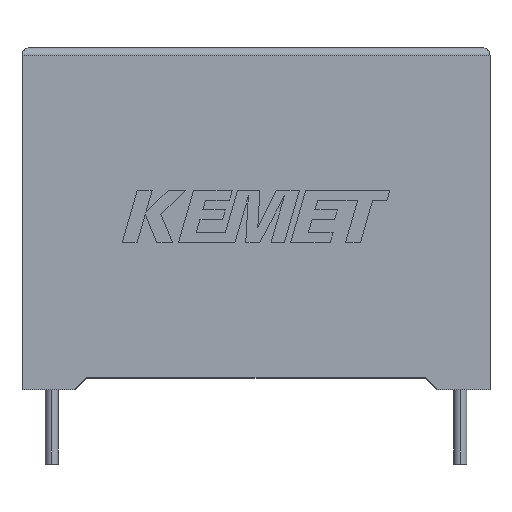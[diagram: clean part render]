
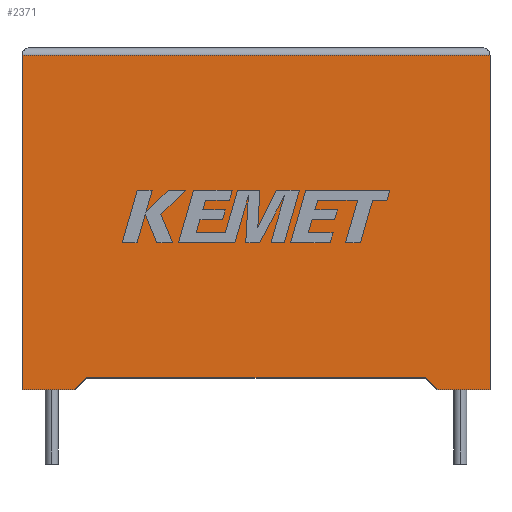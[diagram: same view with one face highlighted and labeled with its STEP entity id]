
A CAD part, top view. The second image highlights one B-rep face of the part: STEP entity #2371.
In plain terms, the highlighted planar face has unit normal (0, 0, 1).
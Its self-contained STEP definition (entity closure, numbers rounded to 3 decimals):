
#18 = LINE ( 'NONE', #1190, #1812 ) ;
#65 = CARTESIAN_POINT ( 'NONE',  ( 0., 22.5, 13.5 ) ) ;
#93 = CARTESIAN_POINT ( 'NONE',  ( 0., 0., 13.5 ) ) ;
#118 = EDGE_CURVE ( 'NONE', #765, #140, #632, .T. ) ;
#137 = LINE ( 'NONE', #1366, #306 ) ;
#140 = VERTEX_POINT ( 'NONE', #2967 ) ;
#197 = CARTESIAN_POINT ( 'NONE',  ( 31.5, 22.5, 13.5 ) ) ;
#206 = VECTOR ( 'NONE', #2618, 1000. ) ;
#271 = CARTESIAN_POINT ( 'NONE',  ( 0., 0., 13.5 ) ) ;
#296 = EDGE_CURVE ( 'NONE', #140, #2005, #998, .T. ) ;
#306 = VECTOR ( 'NONE', #2452, 1000. ) ;
#316 = LINE ( 'NONE', #2164, #723 ) ;
#375 = VECTOR ( 'NONE', #2013, 1000. ) ;
#525 = LINE ( 'NONE', #2905, #1362 ) ;
#589 = LINE ( 'NONE', #825, #375 ) ;
#594 = ORIENTED_EDGE ( 'NONE', *, *, #1628, .T. ) ;
#632 = LINE ( 'NONE', #1797, #699 ) ;
#648 = VERTEX_POINT ( 'NONE', #65 ) ;
#671 = AXIS2_PLACEMENT_3D ( 'NONE', #2609, #2786, #2361 ) ;
#699 = VECTOR ( 'NONE', #1595, 1000. ) ;
#723 = VECTOR ( 'NONE', #2910, 1000. ) ;
#765 = VERTEX_POINT ( 'NONE', #1986 ) ;
#825 = CARTESIAN_POINT ( 'NONE',  ( 3.5, 0., 13.5 ) ) ;
#871 = EDGE_CURVE ( 'NONE', #765, #1128, #137, .T. ) ;
#998 = LINE ( 'NONE', #271, #206 ) ;
#1005 = EDGE_LOOP ( 'NONE', ( #2971, #594, #1371, #1870, #2637, #2097, #1861, #1537 ) ) ;
#1044 = FACE_OUTER_BOUND ( 'NONE', #1005, .T. ) ;
#1048 = VERTEX_POINT ( 'NONE', #93 ) ;
#1128 = VERTEX_POINT ( 'NONE', #2024 ) ;
#1161 = EDGE_CURVE ( 'NONE', #1048, #1508, #18, .T. ) ;
#1190 = CARTESIAN_POINT ( 'NONE',  ( 0., 0., 13.5 ) ) ;
#1223 = CARTESIAN_POINT ( 'NONE',  ( 0., 22.5, 13.5 ) ) ;
#1362 = VECTOR ( 'NONE', #2379, 1000. ) ;
#1366 = CARTESIAN_POINT ( 'NONE',  ( 15.75, 0.793, 13.5 ) ) ;
#1371 = ORIENTED_EDGE ( 'NONE', *, *, #2737, .T. ) ;
#1508 = VERTEX_POINT ( 'NONE', #1834 ) ;
#1537 = ORIENTED_EDGE ( 'NONE', *, *, #296, .T. ) ;
#1565 = VECTOR ( 'NONE', #1932, 1000. ) ;
#1595 = DIRECTION ( 'NONE',  ( 0.741, -0.672, 0. ) ) ;
#1628 = EDGE_CURVE ( 'NONE', #2885, #648, #1945, .T. ) ;
#1664 = EDGE_CURVE ( 'NONE', #2005, #2885, #525, .T. ) ;
#1740 = EDGE_CURVE ( 'NONE', #1128, #1508, #589, .T. ) ;
#1797 = CARTESIAN_POINT ( 'NONE',  ( 28., 0., 13.5 ) ) ;
#1812 = VECTOR ( 'NONE', #2605, 1000. ) ;
#1834 = CARTESIAN_POINT ( 'NONE',  ( 3.5, 0., 13.5 ) ) ;
#1861 = ORIENTED_EDGE ( 'NONE', *, *, #118, .T. ) ;
#1870 = ORIENTED_EDGE ( 'NONE', *, *, #1161, .T. ) ;
#1932 = DIRECTION ( 'NONE',  ( -1., 0., 0. ) ) ;
#1945 = LINE ( 'NONE', #1223, #1565 ) ;
#1986 = CARTESIAN_POINT ( 'NONE',  ( 27.125, 0.793, 13.5 ) ) ;
#1987 = PLANE ( 'NONE',  #671 ) ;
#2005 = VERTEX_POINT ( 'NONE', #2629 ) ;
#2013 = DIRECTION ( 'NONE',  ( -0.741, -0.672, 0. ) ) ;
#2024 = CARTESIAN_POINT ( 'NONE',  ( 4.375, 0.793, 13.5 ) ) ;
#2097 = ORIENTED_EDGE ( 'NONE', *, *, #871, .F. ) ;
#2164 = CARTESIAN_POINT ( 'NONE',  ( 0., 0., 13.5 ) ) ;
#2361 = DIRECTION ( 'NONE',  ( -1., 0., 0. ) ) ;
#2371 = ADVANCED_FACE ( 'NONE', ( #1044 ), #1987, .F. ) ;
#2379 = DIRECTION ( 'NONE',  ( 0., 1., 0. ) ) ;
#2452 = DIRECTION ( 'NONE',  ( -1., 0., 0. ) ) ;
#2605 = DIRECTION ( 'NONE',  ( 1., 0., 0. ) ) ;
#2609 = CARTESIAN_POINT ( 'NONE',  ( 0., 0., 13.5 ) ) ;
#2618 = DIRECTION ( 'NONE',  ( 1., 0., 0. ) ) ;
#2629 = CARTESIAN_POINT ( 'NONE',  ( 31.5, 0., 13.5 ) ) ;
#2637 = ORIENTED_EDGE ( 'NONE', *, *, #1740, .F. ) ;
#2737 = EDGE_CURVE ( 'NONE', #648, #1048, #316, .T. ) ;
#2786 = DIRECTION ( 'NONE',  ( 0., 0., -1. ) ) ;
#2885 = VERTEX_POINT ( 'NONE', #197 ) ;
#2905 = CARTESIAN_POINT ( 'NONE',  ( 31.5, 0., 13.5 ) ) ;
#2910 = DIRECTION ( 'NONE',  ( 0., -1., 0. ) ) ;
#2967 = CARTESIAN_POINT ( 'NONE',  ( 28., 0., 13.5 ) ) ;
#2971 = ORIENTED_EDGE ( 'NONE', *, *, #1664, .T. ) ;
